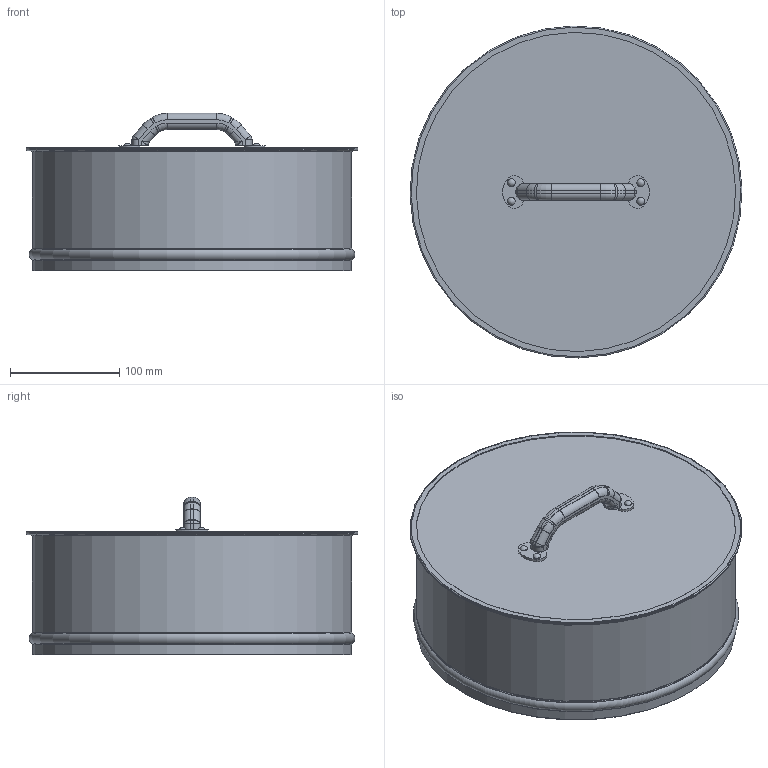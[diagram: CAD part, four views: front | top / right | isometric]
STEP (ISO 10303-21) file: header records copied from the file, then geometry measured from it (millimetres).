
FILE_DESCRIPTION(/* description */ (''),/* implementation_level */ '2;1');
FILE_NAME(/* name */ '4009003015773-Verschlussdeckel d300.stp',/* time_stamp */ '2014-09-22T10:05:59+02:00',/* author */ ('Oppl'),/* organization */ (''),/* preprocessor_version */ 'ST-DEVELOPER v15.6',/* originating_system */ 'Autodesk Inventor 2015',/* authorisation */ '');
FILE_SCHEMA (('AUTOMOTIVE_DESIGN { 1 0 10303 214 3 1 1 }'));
Length unit declared in the file: millimetre
Products named in the file (5): Deckel; Griff.-2. Versuch; Stutzen; DIN 660 - A 4 x 10 x 3,38; 4009003015773-Verschlussdeckel d300-Zusammenbau
Bounding box: 304.21 x 304.21 x 144.3 mm (x, y, z)
Volume: 169728.2 mm3; surface area: 388143.1 mm2
Topology: 9 solids, 9 shells, 245 faces, 536 edges, 302 vertices
Faces by surface type: cylinder 110, plane 63, torus 48, sphere 16, bspline 8
Full cylindrical faces by diameter (mm): 4 x4, 4.2 x4, 5 x4, 290.74 x2, 292.5 x3, 301.5 x1, 302.5 x1, 304.26 x1
Entity records: 6436 total; most frequent: DIRECTION 1198, CARTESIAN_POINT 1188, ORIENTED_EDGE 964, AXIS2_PLACEMENT_3D 492, EDGE_CURVE 472, VERTEX_POINT 290, EDGE_LOOP 288, CIRCLE 242
